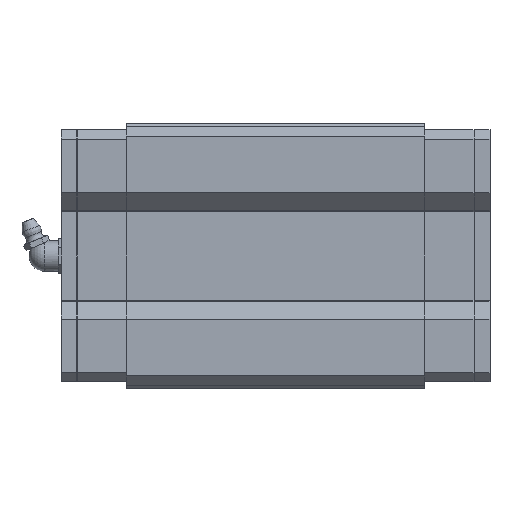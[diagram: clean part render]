
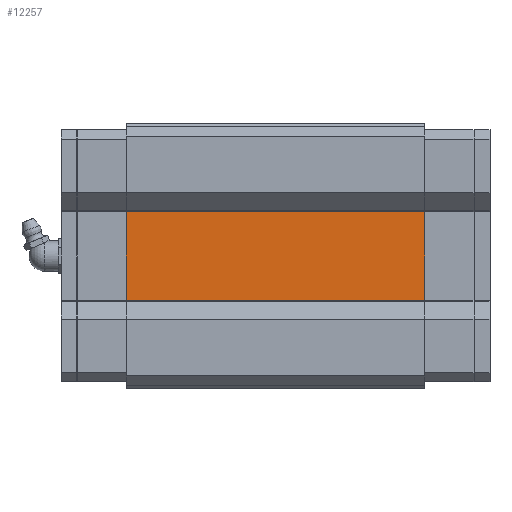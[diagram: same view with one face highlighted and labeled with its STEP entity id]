
A CAD part, front view. The second image highlights one B-rep face of the part: STEP entity #12257.
In plain terms, the highlighted planar face has unit normal (0, -1, 0).
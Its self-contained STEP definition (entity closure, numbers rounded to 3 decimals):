
#292=PLANE('',#13193);
#936=FACE_OUTER_BOUND('',#1617,.T.);
#1617=EDGE_LOOP('',(#9828,#9829,#9830,#9831));
#2611=LINE('',#18911,#3980);
#2673=LINE('',#19055,#4042);
#2688=LINE('',#19088,#4057);
#2689=LINE('',#19090,#4058);
#3980=VECTOR('',#15281,10.);
#4042=VECTOR('',#15369,10.);
#4057=VECTOR('',#15412,129.);
#4058=VECTOR('',#15415,129.);
#5666=VERTEX_POINT('',#18908);
#5667=VERTEX_POINT('',#18910);
#5735=VERTEX_POINT('',#19052);
#5736=VERTEX_POINT('',#19054);
#7124=EDGE_CURVE('',#5666,#5667,#2611,.T.);
#7198=EDGE_CURVE('',#5735,#5736,#2673,.T.);
#7215=EDGE_CURVE('',#5735,#5667,#2688,.T.);
#7216=EDGE_CURVE('',#5736,#5666,#2689,.T.);
#9828=ORIENTED_EDGE('',*,*,#7198,.F.);
#9829=ORIENTED_EDGE('',*,*,#7215,.T.);
#9830=ORIENTED_EDGE('',*,*,#7124,.F.);
#9831=ORIENTED_EDGE('',*,*,#7216,.F.);
#12257=ADVANCED_FACE('',(#936),#292,.T.);
#13193=AXIS2_PLACEMENT_3D('',#19089,#15413,#15414);
#15281=DIRECTION('',(-1.,0.,0.));
#15369=DIRECTION('',(1.,0.,0.));
#15412=DIRECTION('',(0.,0.,-1.));
#15413=DIRECTION('center_axis',(0.,-1.,0.));
#15414=DIRECTION('ref_axis',(1.,0.,0.));
#15415=DIRECTION('',(0.,0.,-1.));
#18908=CARTESIAN_POINT('',(14.4,0.,-48.5));
#18910=CARTESIAN_POINT('',(-14.4,0.,-48.5));
#18911=CARTESIAN_POINT('',(-7.2,0.,-48.5));
#19052=CARTESIAN_POINT('',(-14.4,0.,48.5));
#19054=CARTESIAN_POINT('',(14.4,0.,48.5));
#19055=CARTESIAN_POINT('',(-7.2,0.,48.5));
#19088=CARTESIAN_POINT('',(-14.4,0.,69.7));
#19089=CARTESIAN_POINT('Origin',(-14.4,0.,-48.5));
#19090=CARTESIAN_POINT('',(14.4,0.,69.7));
